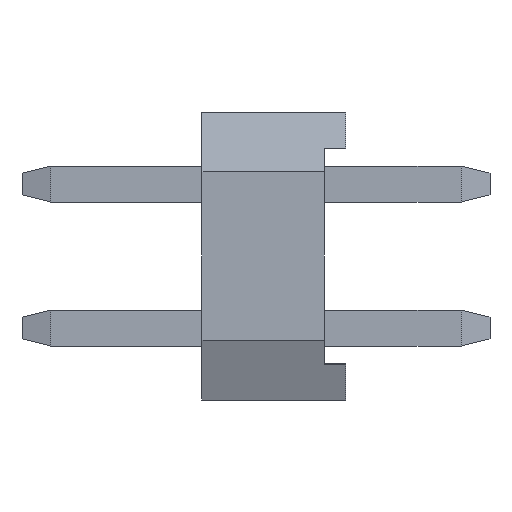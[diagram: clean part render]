
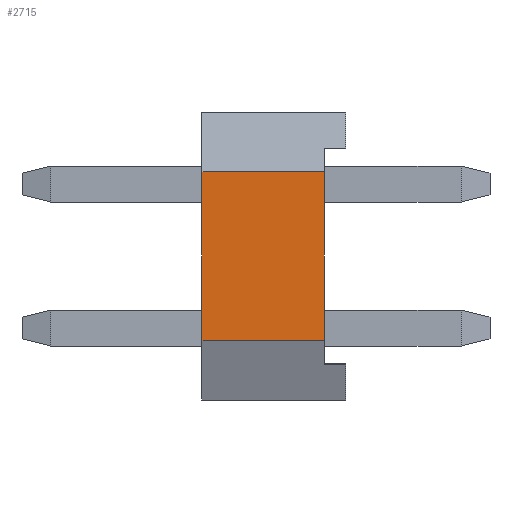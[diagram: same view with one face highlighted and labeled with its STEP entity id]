
A CAD part, left-side view. The second image highlights one B-rep face of the part: STEP entity #2715.
In plain terms, the highlighted planar face has unit normal (-1, 0, 0).
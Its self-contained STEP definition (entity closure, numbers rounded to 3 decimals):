
#238=DIRECTION('',(0.,0.,1.));
#239=VECTOR('',#238,2.334);
#240=CARTESIAN_POINT('',(8.819,2.72,9.833));
#241=LINE('',#240,#239);
#242=DIRECTION('',(0.,-1.,0.));
#243=VECTOR('',#242,1.7);
#244=CARTESIAN_POINT('',(8.819,2.72,12.167));
#245=LINE('',#244,#243);
#246=DIRECTION('',(0.,0.,-1.));
#247=VECTOR('',#246,2.334);
#248=CARTESIAN_POINT('',(8.819,1.02,12.167));
#249=LINE('',#248,#247);
#250=DIRECTION('',(0.,-1.,0.));
#251=VECTOR('',#250,1.7);
#252=CARTESIAN_POINT('',(8.819,2.72,9.833));
#253=LINE('',#252,#251);
#1691=CARTESIAN_POINT('',(8.819,1.02,9.833));
#1692=VERTEX_POINT('',#1691);
#1693=CARTESIAN_POINT('',(8.819,1.02,12.167));
#1694=VERTEX_POINT('',#1693);
#1868=CARTESIAN_POINT('',(8.819,2.72,12.167));
#1869=VERTEX_POINT('',#1868);
#1870=CARTESIAN_POINT('',(8.819,2.72,9.833));
#1872=VERTEX_POINT('',#1870);
#2703=CARTESIAN_POINT('',(8.819,1.87,11.));
#2704=DIRECTION('',(1.,0.,0.));
#2705=DIRECTION('',(0.,0.,-1.));
#2706=AXIS2_PLACEMENT_3D('',#2703,#2704,#2705);
#2707=PLANE('',#2706);
#2708=ORIENTED_EDGE('',*,*,#2655,.T.);
#2709=ORIENTED_EDGE('',*,*,#2696,.T.);
#2710=ORIENTED_EDGE('',*,*,#2204,.T.);
#2712=ORIENTED_EDGE('',*,*,#2711,.F.);
#2713=EDGE_LOOP('',(#2708,#2709,#2710,#2712));
#2714=FACE_OUTER_BOUND('',#2713,.F.);
#2715=ADVANCED_FACE('',(#2714),#2707,.F.);
#2204=EDGE_CURVE('',#1694,#1692,#249,.T.);
#2655=EDGE_CURVE('',#1872,#1869,#241,.T.);
#2696=EDGE_CURVE('',#1869,#1694,#245,.T.);
#2711=EDGE_CURVE('',#1872,#1692,#253,.T.);
